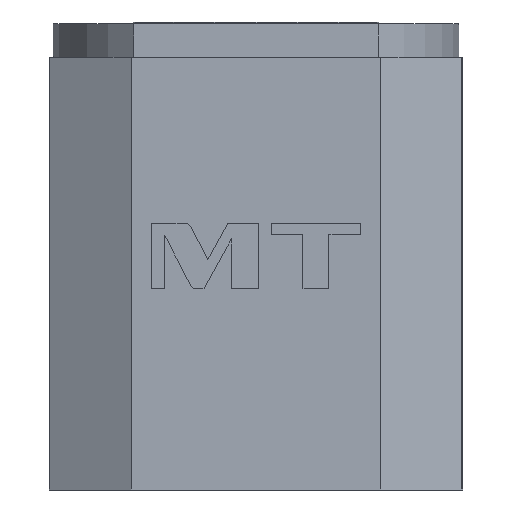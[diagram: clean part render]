
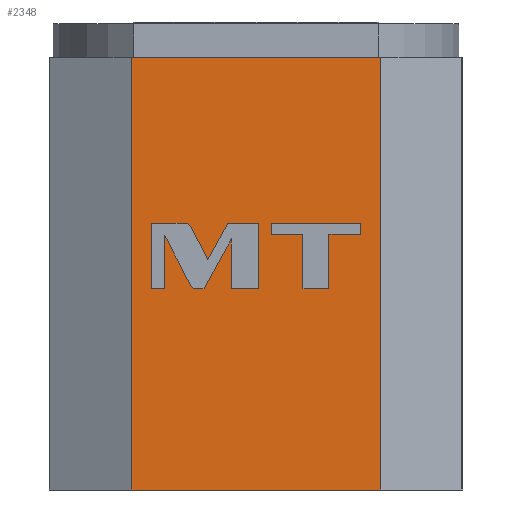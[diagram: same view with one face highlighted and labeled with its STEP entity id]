
A CAD part, left-side view. The second image highlights one B-rep face of the part: STEP entity #2348.
In plain terms, the highlighted planar face has unit normal (-1, 0, 0).
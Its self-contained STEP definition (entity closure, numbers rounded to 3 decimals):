
#37=DIRECTION('',(0.,-1.,0.));
#38=VECTOR('',#37,64.);
#39=CARTESIAN_POINT('',(-142.,32.,-50.));
#40=LINE('',#39,#38);
#61=DIRECTION('',(0.,-1.,0.));
#62=VECTOR('',#61,64.);
#63=CARTESIAN_POINT('',(-142.,32.,61.));
#64=LINE('',#63,#62);
#107=DIRECTION('',(0.,0.,1.));
#108=VECTOR('',#107,111.);
#109=CARTESIAN_POINT('',(-142.,-32.,-50.));
#110=LINE('',#109,#108);
#111=DIRECTION('',(0.,0.,1.));
#112=VECTOR('',#111,111.);
#113=CARTESIAN_POINT('',(-142.,32.,-50.));
#114=LINE('',#113,#112);
#115=CARTESIAN_POINT('',(-142.,16.609,17.307));
#116=CARTESIAN_POINT('',(-142.,16.958,17.981));
#117=CARTESIAN_POINT('',(-142.,17.645,18.4));
#118=CARTESIAN_POINT('',(-142.,18.404,18.4));
#120=DIRECTION('',(0.,1.,0.));
#121=VECTOR('',#120,8.446);
#122=CARTESIAN_POINT('',(-142.,18.404,18.4));
#123=LINE('',#122,#121);
#124=DIRECTION('',(0.,0.,-1.));
#125=VECTOR('',#124,16.8);
#126=CARTESIAN_POINT('',(-142.,26.85,18.4));
#127=LINE('',#126,#125);
#128=DIRECTION('',(0.,-1.,0.));
#129=VECTOR('',#128,3.494);
#130=CARTESIAN_POINT('',(-142.,26.85,1.6));
#131=LINE('',#130,#129);
#132=DIRECTION('',(0.,0.,1.));
#133=VECTOR('',#132,13.609);
#134=CARTESIAN_POINT('',(-142.,23.356,1.6));
#135=LINE('',#134,#133);
#136=DIRECTION('',(0.,-0.459,-0.888));
#137=VECTOR('',#136,14.09);
#138=CARTESIAN_POINT('',(-142.,23.356,15.209));
#139=LINE('',#138,#137);
#140=CARTESIAN_POINT('',(-142.,16.884,2.693));
#141=CARTESIAN_POINT('',(-142.,16.535,2.018));
#142=CARTESIAN_POINT('',(-142.,15.844,1.6));
#143=CARTESIAN_POINT('',(-142.,15.084,1.6));
#145=DIRECTION('',(0.,-1.,0.));
#146=VECTOR('',#145,1.752);
#147=CARTESIAN_POINT('',(-142.,15.084,1.6));
#148=LINE('',#147,#146);
#149=DIRECTION('',(0.,-0.481,0.877));
#150=VECTOR('',#149,14.576);
#151=CARTESIAN_POINT('',(-142.,13.332,1.6));
#152=LINE('',#151,#150);
#153=DIRECTION('',(0.,0.,-1.));
#154=VECTOR('',#153,12.778);
#155=CARTESIAN_POINT('',(-142.,6.318,14.378));
#156=LINE('',#155,#154);
#157=DIRECTION('',(0.,-1.,0.));
#158=VECTOR('',#157,7.069);
#159=CARTESIAN_POINT('',(-142.,6.318,1.6));
#160=LINE('',#159,#158);
#161=DIRECTION('',(0.,0.,1.));
#162=VECTOR('',#161,16.8);
#163=CARTESIAN_POINT('',(-142.,-0.751,1.6));
#164=LINE('',#163,#162);
#165=DIRECTION('',(0.,1.,0.));
#166=VECTOR('',#165,7.97);
#167=CARTESIAN_POINT('',(-142.,-0.751,18.4));
#168=LINE('',#167,#166);
#169=DIRECTION('',(0.,0.481,-0.877));
#170=VECTOR('',#169,10.653);
#171=CARTESIAN_POINT('',(-142.,7.219,18.4));
#172=LINE('',#171,#170);
#173=DIRECTION('',(0.,0.459,0.888));
#174=VECTOR('',#173,9.282);
#175=CARTESIAN_POINT('',(-142.,12.345,9.061));
#176=LINE('',#175,#174);
#177=DIRECTION('',(0.,0.,-1.));
#178=VECTOR('',#177,13.939);
#179=CARTESIAN_POINT('',(-142.,-12.049,15.539));
#180=LINE('',#179,#178);
#181=DIRECTION('',(0.,-1.,0.));
#182=VECTOR('',#181,6.655);
#183=CARTESIAN_POINT('',(-142.,-12.049,1.6));
#184=LINE('',#183,#182);
#185=DIRECTION('',(0.,0.,1.));
#186=VECTOR('',#185,13.939);
#187=CARTESIAN_POINT('',(-142.,-18.704,1.6));
#188=LINE('',#187,#186);
#189=DIRECTION('',(0.,-1.,0.));
#190=VECTOR('',#189,8.144);
#191=CARTESIAN_POINT('',(-142.,-18.704,15.539));
#192=LINE('',#191,#190);
#193=DIRECTION('',(0.,0.,1.));
#194=VECTOR('',#193,2.861);
#195=CARTESIAN_POINT('',(-142.,-26.849,15.539));
#196=LINE('',#195,#194);
#197=DIRECTION('',(0.,1.,0.));
#198=VECTOR('',#197,22.944);
#199=CARTESIAN_POINT('',(-142.,-26.849,18.4));
#200=LINE('',#199,#198);
#201=DIRECTION('',(0.,0.,-1.));
#202=VECTOR('',#201,2.861);
#203=CARTESIAN_POINT('',(-142.,-3.905,18.4));
#204=LINE('',#203,#202);
#205=DIRECTION('',(0.,-1.,0.));
#206=VECTOR('',#205,8.144);
#207=CARTESIAN_POINT('',(-142.,-3.905,15.539));
#208=LINE('',#207,#206);
#1758=CARTESIAN_POINT('',(-142.,32.,-50.));
#1760=VERTEX_POINT('',#1758);
#1761=CARTESIAN_POINT('',(-142.,-32.,-50.));
#1762=VERTEX_POINT('',#1761);
#1766=CARTESIAN_POINT('',(-142.,32.,61.));
#1768=VERTEX_POINT('',#1766);
#1769=CARTESIAN_POINT('',(-142.,-32.,61.));
#1770=VERTEX_POINT('',#1769);
#2130=CARTESIAN_POINT('',(-142.,16.609,17.307));
#2131=VERTEX_POINT('',#2130);
#2132=CARTESIAN_POINT('',(-142.,18.404,18.4));
#2133=VERTEX_POINT('',#2132);
#2134=CARTESIAN_POINT('',(-142.,26.85,18.4));
#2135=VERTEX_POINT('',#2134);
#2136=CARTESIAN_POINT('',(-142.,26.85,1.6));
#2137=VERTEX_POINT('',#2136);
#2138=CARTESIAN_POINT('',(-142.,23.356,1.6));
#2139=VERTEX_POINT('',#2138);
#2140=CARTESIAN_POINT('',(-142.,23.356,15.209));
#2141=VERTEX_POINT('',#2140);
#2142=CARTESIAN_POINT('',(-142.,16.884,2.693));
#2143=VERTEX_POINT('',#2142);
#2144=CARTESIAN_POINT('',(-142.,15.084,1.6));
#2145=VERTEX_POINT('',#2144);
#2146=CARTESIAN_POINT('',(-142.,13.332,1.6));
#2147=VERTEX_POINT('',#2146);
#2148=CARTESIAN_POINT('',(-142.,6.318,14.378));
#2149=VERTEX_POINT('',#2148);
#2150=CARTESIAN_POINT('',(-142.,6.318,1.6));
#2151=VERTEX_POINT('',#2150);
#2152=CARTESIAN_POINT('',(-142.,-0.751,1.6));
#2153=VERTEX_POINT('',#2152);
#2154=CARTESIAN_POINT('',(-142.,-0.751,18.4));
#2155=VERTEX_POINT('',#2154);
#2156=CARTESIAN_POINT('',(-142.,7.219,18.4));
#2157=VERTEX_POINT('',#2156);
#2158=CARTESIAN_POINT('',(-142.,12.345,9.061));
#2159=VERTEX_POINT('',#2158);
#2160=CARTESIAN_POINT('',(-142.,-12.049,15.539));
#2161=VERTEX_POINT('',#2160);
#2162=CARTESIAN_POINT('',(-142.,-12.049,1.6));
#2163=VERTEX_POINT('',#2162);
#2164=CARTESIAN_POINT('',(-142.,-18.704,1.6));
#2165=VERTEX_POINT('',#2164);
#2166=CARTESIAN_POINT('',(-142.,-18.704,15.539));
#2167=VERTEX_POINT('',#2166);
#2168=CARTESIAN_POINT('',(-142.,-26.849,15.539));
#2169=VERTEX_POINT('',#2168);
#2170=CARTESIAN_POINT('',(-142.,-26.849,18.4));
#2171=VERTEX_POINT('',#2170);
#2172=CARTESIAN_POINT('',(-142.,-3.905,18.4));
#2173=VERTEX_POINT('',#2172);
#2174=CARTESIAN_POINT('',(-142.,-3.905,15.539));
#2175=VERTEX_POINT('',#2174);
#2286=CARTESIAN_POINT('',(-142.,32.,-50.));
#2287=DIRECTION('',(-1.,0.,0.));
#2288=DIRECTION('',(0.,-1.,0.));
#2289=AXIS2_PLACEMENT_3D('',#2286,#2287,#2288);
#2290=PLANE('',#2289);
#2291=ORIENTED_EDGE('',*,*,#2199,.F.);
#2293=ORIENTED_EDGE('',*,*,#2292,.T.);
#2294=ORIENTED_EDGE('',*,*,#2233,.T.);
#2295=ORIENTED_EDGE('',*,*,#2280,.F.);
#2296=EDGE_LOOP('',(#2291,#2293,#2294,#2295));
#2297=FACE_OUTER_BOUND('',#2296,.F.);
#2299=ORIENTED_EDGE('',*,*,#2298,.T.);
#2301=ORIENTED_EDGE('',*,*,#2300,.T.);
#2303=ORIENTED_EDGE('',*,*,#2302,.T.);
#2305=ORIENTED_EDGE('',*,*,#2304,.T.);
#2307=ORIENTED_EDGE('',*,*,#2306,.T.);
#2309=ORIENTED_EDGE('',*,*,#2308,.T.);
#2311=ORIENTED_EDGE('',*,*,#2310,.T.);
#2313=ORIENTED_EDGE('',*,*,#2312,.T.);
#2315=ORIENTED_EDGE('',*,*,#2314,.T.);
#2317=ORIENTED_EDGE('',*,*,#2316,.T.);
#2319=ORIENTED_EDGE('',*,*,#2318,.T.);
#2321=ORIENTED_EDGE('',*,*,#2320,.T.);
#2323=ORIENTED_EDGE('',*,*,#2322,.T.);
#2325=ORIENTED_EDGE('',*,*,#2324,.T.);
#2327=ORIENTED_EDGE('',*,*,#2326,.T.);
#2328=EDGE_LOOP('',(#2299,#2301,#2303,#2305,#2307,#2309,#2311,#2313,#2315,#2317,
#2319,#2321,#2323,#2325,#2327));
#2329=FACE_BOUND('',#2328,.F.);
#2331=ORIENTED_EDGE('',*,*,#2330,.T.);
#2333=ORIENTED_EDGE('',*,*,#2332,.T.);
#2335=ORIENTED_EDGE('',*,*,#2334,.T.);
#2337=ORIENTED_EDGE('',*,*,#2336,.T.);
#2339=ORIENTED_EDGE('',*,*,#2338,.T.);
#2341=ORIENTED_EDGE('',*,*,#2340,.T.);
#2343=ORIENTED_EDGE('',*,*,#2342,.T.);
#2345=ORIENTED_EDGE('',*,*,#2344,.T.);
#2346=EDGE_LOOP('',(#2331,#2333,#2335,#2337,#2339,#2341,#2343,#2345));
#2347=FACE_BOUND('',#2346,.F.);
#2348=ADVANCED_FACE('',(#2297,#2329,#2347),#2290,.T.);
#119=B_SPLINE_CURVE_WITH_KNOTS('',3,(#115,#116,#117,#118),.UNSPECIFIED.,.F.,.F.,
(4,4),(0.,1.),.UNSPECIFIED.);
#144=B_SPLINE_CURVE_WITH_KNOTS('',3,(#140,#141,#142,#143),.UNSPECIFIED.,.F.,.F.,
(4,4),(0.,1.),.UNSPECIFIED.);
#2199=EDGE_CURVE('',#1760,#1762,#40,.T.);
#2233=EDGE_CURVE('',#1768,#1770,#64,.T.);
#2280=EDGE_CURVE('',#1762,#1770,#110,.T.);
#2292=EDGE_CURVE('',#1760,#1768,#114,.T.);
#2298=EDGE_CURVE('',#2131,#2133,#119,.T.);
#2300=EDGE_CURVE('',#2133,#2135,#123,.T.);
#2302=EDGE_CURVE('',#2135,#2137,#127,.T.);
#2304=EDGE_CURVE('',#2137,#2139,#131,.T.);
#2306=EDGE_CURVE('',#2139,#2141,#135,.T.);
#2308=EDGE_CURVE('',#2141,#2143,#139,.T.);
#2310=EDGE_CURVE('',#2143,#2145,#144,.T.);
#2312=EDGE_CURVE('',#2145,#2147,#148,.T.);
#2314=EDGE_CURVE('',#2147,#2149,#152,.T.);
#2316=EDGE_CURVE('',#2149,#2151,#156,.T.);
#2318=EDGE_CURVE('',#2151,#2153,#160,.T.);
#2320=EDGE_CURVE('',#2153,#2155,#164,.T.);
#2322=EDGE_CURVE('',#2155,#2157,#168,.T.);
#2324=EDGE_CURVE('',#2157,#2159,#172,.T.);
#2326=EDGE_CURVE('',#2159,#2131,#176,.T.);
#2330=EDGE_CURVE('',#2161,#2163,#180,.T.);
#2332=EDGE_CURVE('',#2163,#2165,#184,.T.);
#2334=EDGE_CURVE('',#2165,#2167,#188,.T.);
#2336=EDGE_CURVE('',#2167,#2169,#192,.T.);
#2338=EDGE_CURVE('',#2169,#2171,#196,.T.);
#2340=EDGE_CURVE('',#2171,#2173,#200,.T.);
#2342=EDGE_CURVE('',#2173,#2175,#204,.T.);
#2344=EDGE_CURVE('',#2175,#2161,#208,.T.);
